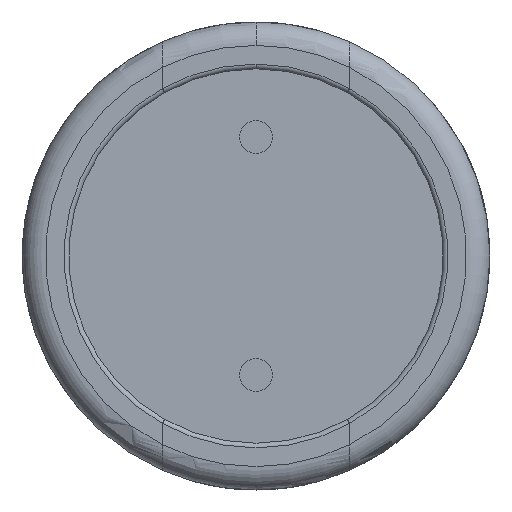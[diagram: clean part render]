
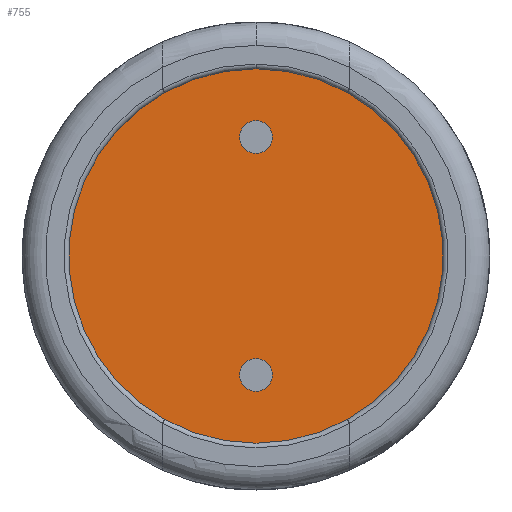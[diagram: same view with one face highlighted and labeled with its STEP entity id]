
A CAD part, front view. The second image highlights one B-rep face of the part: STEP entity #755.
In plain terms, the highlighted planar face has unit normal (0, -1, 0).
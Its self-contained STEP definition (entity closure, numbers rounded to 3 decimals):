
#4 = FACE_OUTER_BOUND ( 'NONE', #2246, .T. ) ;
#16 = VERTEX_POINT ( 'NONE', #2732 ) ;
#105 = CARTESIAN_POINT ( 'NONE',  ( 1.951, 0.1, -3.492 ) ) ;
#114 = AXIS2_PLACEMENT_3D ( 'NONE', #2791, #4521, #164 ) ;
#164 = DIRECTION ( 'NONE',  ( 0., 0., -1. ) ) ;
#205 = DIRECTION ( 'NONE',  ( 0., 0., -1. ) ) ;
#216 = EDGE_CURVE ( 'NONE', #1117, #2004, #4273, .T. ) ;
#225 = CARTESIAN_POINT ( 'NONE',  ( 1.951, 0.1, 3.492 ) ) ;
#257 = DIRECTION ( 'NONE',  ( 0., -1., 0. ) ) ;
#464 = CIRCLE ( 'NONE', #2699, 4. ) ;
#551 = VERTEX_POINT ( 'NONE', #105 ) ;
#572 = AXIS2_PLACEMENT_3D ( 'NONE', #1970, #3398, #4507 ) ;
#617 = DIRECTION ( 'NONE',  ( 0., 0., -1. ) ) ;
#621 = CARTESIAN_POINT ( 'NONE',  ( 0., 0.1, -2.19 ) ) ;
#631 = CARTESIAN_POINT ( 'NONE',  ( 0., 0.1, -2.54 ) ) ;
#645 = FACE_BOUND ( 'NONE', #1939, .T. ) ;
#725 = DIRECTION ( 'NONE',  ( 0., -1., 0. ) ) ;
#755 = ADVANCED_FACE ( 'NONE', ( #3844, #4, #645 ), #3525, .T. ) ;
#776 = VERTEX_POINT ( 'NONE', #1789 ) ;
#779 = CARTESIAN_POINT ( 'NONE',  ( -1.951, 0.1, 3.492 ) ) ;
#781 = CARTESIAN_POINT ( 'NONE',  ( 0., 0.1, 0. ) ) ;
#869 = EDGE_CURVE ( 'NONE', #551, #3813, #464, .T. ) ;
#871 = AXIS2_PLACEMENT_3D ( 'NONE', #631, #2793, #2431 ) ;
#885 = AXIS2_PLACEMENT_3D ( 'NONE', #4600, #257, #205 ) ;
#1037 = AXIS2_PLACEMENT_3D ( 'NONE', #2855, #1435, #2868 ) ;
#1080 = EDGE_CURVE ( 'NONE', #3410, #2296, #2173, .T. ) ;
#1117 = VERTEX_POINT ( 'NONE', #621 ) ;
#1164 = ORIENTED_EDGE ( 'NONE', *, *, #216, .F. ) ;
#1165 = DIRECTION ( 'NONE',  ( 0., 0., -1. ) ) ;
#1435 = DIRECTION ( 'NONE',  ( 0., -1., 0. ) ) ;
#1538 = EDGE_CURVE ( 'NONE', #3133, #16, #2158, .T. ) ;
#1672 = ORIENTED_EDGE ( 'NONE', *, *, #1851, .T. ) ;
#1684 = EDGE_CURVE ( 'NONE', #2004, #1117, #1995, .T. ) ;
#1789 = CARTESIAN_POINT ( 'NONE',  ( 0., 0.1, 4. ) ) ;
#1851 = EDGE_CURVE ( 'NONE', #776, #3133, #4648, .T. ) ;
#1939 = EDGE_LOOP ( 'NONE', ( #2273, #3628 ) ) ;
#1956 = DIRECTION ( 'NONE',  ( 0., 0., -1. ) ) ;
#1970 = CARTESIAN_POINT ( 'NONE',  ( 0., 0.1, 0. ) ) ;
#1975 = DIRECTION ( 'NONE',  ( 0., -1., 0. ) ) ;
#1995 = CIRCLE ( 'NONE', #3983, 0.35 ) ;
#2004 = VERTEX_POINT ( 'NONE', #2361 ) ;
#2121 = AXIS2_PLACEMENT_3D ( 'NONE', #2263, #1975, #1956 ) ;
#2158 = CIRCLE ( 'NONE', #572, 4. ) ;
#2173 = CIRCLE ( 'NONE', #885, 0.35 ) ;
#2187 = CIRCLE ( 'NONE', #114, 4. ) ;
#2201 = DIRECTION ( 'NONE',  ( 0., 0., -1. ) ) ;
#2246 = EDGE_LOOP ( 'NONE', ( #3798, #2672, #1672, #3218, #4608 ) ) ;
#2263 = CARTESIAN_POINT ( 'NONE',  ( 0., 0.1, 0. ) ) ;
#2273 = ORIENTED_EDGE ( 'NONE', *, *, #3611, .F. ) ;
#2296 = VERTEX_POINT ( 'NONE', #2602 ) ;
#2350 = CIRCLE ( 'NONE', #2121, 4. ) ;
#2361 = CARTESIAN_POINT ( 'NONE',  ( 0., 0.1, -2.89 ) ) ;
#2431 = DIRECTION ( 'NONE',  ( 0., 0., -1. ) ) ;
#2602 = CARTESIAN_POINT ( 'NONE',  ( 0., 0.1, 2.89 ) ) ;
#2672 = ORIENTED_EDGE ( 'NONE', *, *, #4114, .T. ) ;
#2699 = AXIS2_PLACEMENT_3D ( 'NONE', #3631, #3276, #2201 ) ;
#2732 = CARTESIAN_POINT ( 'NONE',  ( -1.951, 0.1, -3.492 ) ) ;
#2764 = DIRECTION ( 'NONE',  ( 0., -1., 0. ) ) ;
#2791 = CARTESIAN_POINT ( 'NONE',  ( 0., 0.1, 0. ) ) ;
#2793 = DIRECTION ( 'NONE',  ( 0., -1., 0. ) ) ;
#2855 = CARTESIAN_POINT ( 'NONE',  ( 0., 0.1, 0. ) ) ;
#2868 = DIRECTION ( 'NONE',  ( 0., 0., -1. ) ) ;
#3122 = CARTESIAN_POINT ( 'NONE',  ( 0., 0.1, 2.19 ) ) ;
#3133 = VERTEX_POINT ( 'NONE', #779 ) ;
#3218 = ORIENTED_EDGE ( 'NONE', *, *, #1538, .T. ) ;
#3276 = DIRECTION ( 'NONE',  ( 0., -1., 0. ) ) ;
#3398 = DIRECTION ( 'NONE',  ( 0., -1., 0. ) ) ;
#3409 = CARTESIAN_POINT ( 'NONE',  ( 0., 0.1, -2.54 ) ) ;
#3410 = VERTEX_POINT ( 'NONE', #3122 ) ;
#3412 = EDGE_CURVE ( 'NONE', #16, #551, #2187, .T. ) ;
#3525 = PLANE ( 'NONE',  #1037 ) ;
#3611 = EDGE_CURVE ( 'NONE', #2296, #3410, #3943, .T. ) ;
#3628 = ORIENTED_EDGE ( 'NONE', *, *, #1080, .F. ) ;
#3631 = CARTESIAN_POINT ( 'NONE',  ( 0., 0.1, 0. ) ) ;
#3798 = ORIENTED_EDGE ( 'NONE', *, *, #869, .T. ) ;
#3813 = VERTEX_POINT ( 'NONE', #225 ) ;
#3844 = FACE_BOUND ( 'NONE', #4155, .T. ) ;
#3943 = CIRCLE ( 'NONE', #4208, 0.35 ) ;
#3983 = AXIS2_PLACEMENT_3D ( 'NONE', #3409, #2764, #617 ) ;
#4041 = CARTESIAN_POINT ( 'NONE',  ( 0., 0.1, 2.54 ) ) ;
#4114 = EDGE_CURVE ( 'NONE', #3813, #776, #2350, .T. ) ;
#4155 = EDGE_LOOP ( 'NONE', ( #1164, #4308 ) ) ;
#4208 = AXIS2_PLACEMENT_3D ( 'NONE', #4041, #4364, #1165 ) ;
#4273 = CIRCLE ( 'NONE', #871, 0.35 ) ;
#4308 = ORIENTED_EDGE ( 'NONE', *, *, #1684, .F. ) ;
#4355 = DIRECTION ( 'NONE',  ( 0., 0., -1. ) ) ;
#4364 = DIRECTION ( 'NONE',  ( 0., -1., 0. ) ) ;
#4481 = AXIS2_PLACEMENT_3D ( 'NONE', #781, #725, #4355 ) ;
#4507 = DIRECTION ( 'NONE',  ( 0., 0., -1. ) ) ;
#4521 = DIRECTION ( 'NONE',  ( 0., -1., 0. ) ) ;
#4600 = CARTESIAN_POINT ( 'NONE',  ( 0., 0.1, 2.54 ) ) ;
#4608 = ORIENTED_EDGE ( 'NONE', *, *, #3412, .T. ) ;
#4648 = CIRCLE ( 'NONE', #4481, 4. ) ;
